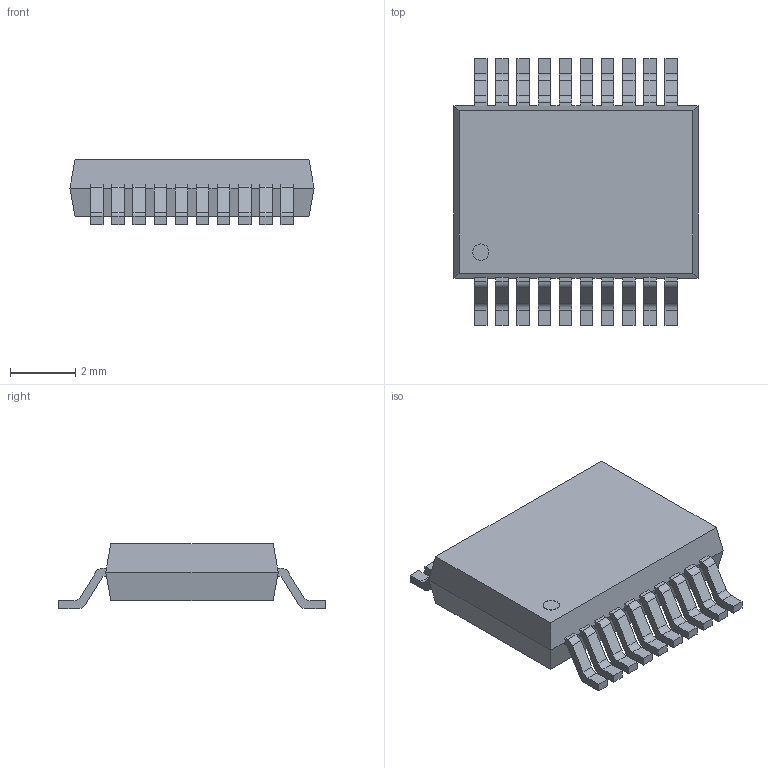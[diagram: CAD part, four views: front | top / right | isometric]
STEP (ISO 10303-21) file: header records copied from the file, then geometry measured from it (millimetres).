
FILE_DESCRIPTION (( 'STEP AP203' ), '1' );
FILE_NAME ('AD_SSOP-20_RS-20.STEP', '2016-09-19T16:49:26', ( '' ), ( '' ), 'SwSTEP 2.0', 'SolidWorks 2016', '' );
FILE_SCHEMA (( 'CONFIG_CONTROL_DESIGN' ));
Length unit declared in the file: millimetre
Products named in the file (1): AD_SSOP-20_RS-20
Bounding box: 7.5 x 8.2 x 2.01 mm (x, y, z)
Volume: 70 mm3; surface area: 166.6 mm2
Topology: 1 solids, 1 shells, 253 faces, 746 edges, 496 vertices
Faces by surface type: plane 191, cylinder 62
Entity records: 8449 total; most frequent: CARTESIAN_POINT 1496, ORIENTED_EDGE 1492, DIRECTION 1378, EDGE_CURVE 746, LINE 622, VECTOR 622, VERTEX_POINT 496, AXIS2_PLACEMENT_3D 378
